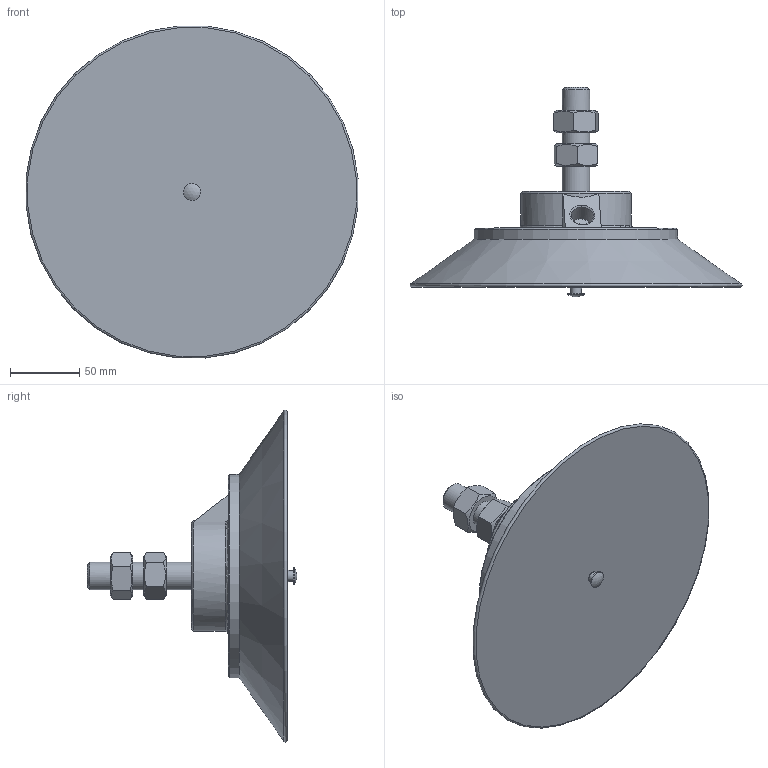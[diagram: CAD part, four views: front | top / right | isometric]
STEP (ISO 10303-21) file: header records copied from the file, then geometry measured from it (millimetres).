
FILE_DESCRIPTION(/* description */ (''),/* implementation_level */ '2;1');
FILE_NAME(/* name */ 'vdlv240cn.stp',/* time_stamp */ '2020-11-10T16:42:23+01:00',/* author */ ('enginyeria'),/* organization */ (''),/* preprocessor_version */ 'ST-DEVELOPER v17.2',/* originating_system */ 'Autodesk Inventor 2019',/* authorisation */ '');
FILE_SCHEMA (('CONFIG_CONTROL_DESIGN'));
Length unit declared in the file: millimetre
Products named in the file (1): Pieza140
Bounding box: 239.18 x 151.02 x 239.18 mm (x, y, z)
Volume: 1372190.5 mm3; surface area: 116030.4 mm2
Topology: 1 solids, 1 shells, 48 faces, 120 edges, 84 vertices
Faces by surface type: plane 26, cone 10, cylinder 9, torus 2, sphere 1
Full cylindrical faces by diameter (mm): 8.1 x1, 12.2 x1, 16 x1, 20 x3, 80 x1, 121 x1, 147 x1
Entity records: 1626 total; most frequent: CARTESIAN_POINT 355, DIRECTION 248, ORIENTED_EDGE 240, EDGE_CURVE 120, AXIS2_PLACEMENT_3D 105, VERTEX_POINT 84, EDGE_LOOP 58, CIRCLE 55
